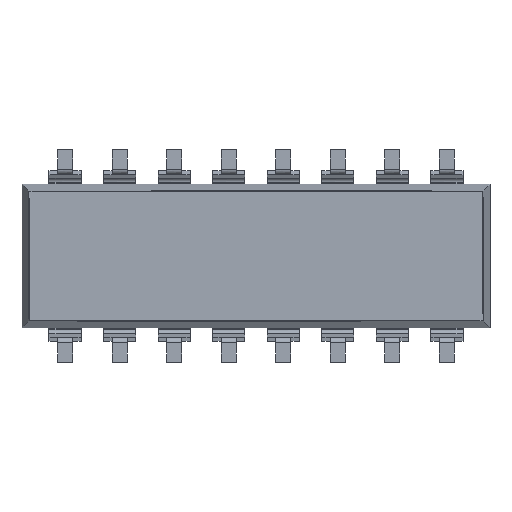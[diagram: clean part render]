
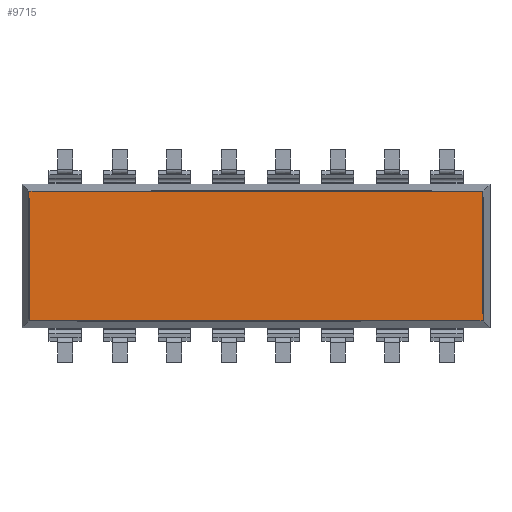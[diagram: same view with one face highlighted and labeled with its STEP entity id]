
A CAD part, front view. The second image highlights one B-rep face of the part: STEP entity #9715.
In plain terms, the highlighted planar face has unit normal (0, -1, 0).
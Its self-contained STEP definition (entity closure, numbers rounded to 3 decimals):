
#504 = DIRECTION ( 'NONE',  ( 0., 0., 1. ) ) ;
#538 = LINE ( 'NONE', #8503, #12492 ) ;
#626 = FACE_OUTER_BOUND ( 'NONE', #25678, .T. ) ;
#796 = VECTOR ( 'NONE', #7064, 1000. ) ;
#845 = VERTEX_POINT ( 'NONE', #25181 ) ;
#1443 = LINE ( 'NONE', #5243, #796 ) ;
#3788 = CARTESIAN_POINT ( 'NONE',  ( 0., 0., 3.021 ) ) ;
#5243 = CARTESIAN_POINT ( 'NONE',  ( -10.566, 0., 0. ) ) ;
#7064 = DIRECTION ( 'NONE',  ( 0., 0., 1. ) ) ;
#7410 = ORIENTED_EDGE ( 'NONE', *, *, #15415, .F. ) ;
#8247 = AXIS2_PLACEMENT_3D ( 'NONE', #16537, #23990, #504 ) ;
#8331 = CARTESIAN_POINT ( 'NONE',  ( 10.566, 0., 0. ) ) ;
#8503 = CARTESIAN_POINT ( 'NONE',  ( 0., 0., -3.021 ) ) ;
#9715 = ADVANCED_FACE ( 'NONE', ( #626 ), #14466, .F. ) ;
#11446 = EDGE_CURVE ( 'NONE', #845, #13223, #538, .T. ) ;
#12139 = DIRECTION ( 'NONE',  ( 1., 0., 0. ) ) ;
#12492 = VECTOR ( 'NONE', #12558, 1000. ) ;
#12558 = DIRECTION ( 'NONE',  ( -1., 0., 0. ) ) ;
#13223 = VERTEX_POINT ( 'NONE', #14746 ) ;
#13281 = ORIENTED_EDGE ( 'NONE', *, *, #11446, .F. ) ;
#14466 = PLANE ( 'NONE',  #8247 ) ;
#14746 = CARTESIAN_POINT ( 'NONE',  ( -10.569, 0.005, -3.025 ) ) ;
#14914 = VECTOR ( 'NONE', #18255, 1000. ) ;
#15197 = CARTESIAN_POINT ( 'NONE',  ( -10.569, 0.005, 3.024 ) ) ;
#15415 = EDGE_CURVE ( 'NONE', #13223, #18578, #1443, .T. ) ;
#15641 = ORIENTED_EDGE ( 'NONE', *, *, #15856, .F. ) ;
#15856 = EDGE_CURVE ( 'NONE', #24303, #845, #22666, .T. ) ;
#16537 = CARTESIAN_POINT ( 'NONE',  ( 0., 0., 0. ) ) ;
#17020 = CARTESIAN_POINT ( 'NONE',  ( 10.569, 0.005, 3.024 ) ) ;
#18255 = DIRECTION ( 'NONE',  ( 0., 0., -1. ) ) ;
#18578 = VERTEX_POINT ( 'NONE', #15197 ) ;
#19367 = VECTOR ( 'NONE', #12139, 1000. ) ;
#21273 = EDGE_CURVE ( 'NONE', #18578, #24303, #23462, .T. ) ;
#22666 = LINE ( 'NONE', #8331, #14914 ) ;
#23462 = LINE ( 'NONE', #3788, #19367 ) ;
#23958 = ORIENTED_EDGE ( 'NONE', *, *, #21273, .F. ) ;
#23990 = DIRECTION ( 'NONE',  ( 0., 1., 0. ) ) ;
#24303 = VERTEX_POINT ( 'NONE', #17020 ) ;
#25181 = CARTESIAN_POINT ( 'NONE',  ( 10.569, 0.005, -3.024 ) ) ;
#25678 = EDGE_LOOP ( 'NONE', ( #13281, #15641, #23958, #7410 ) ) ;
